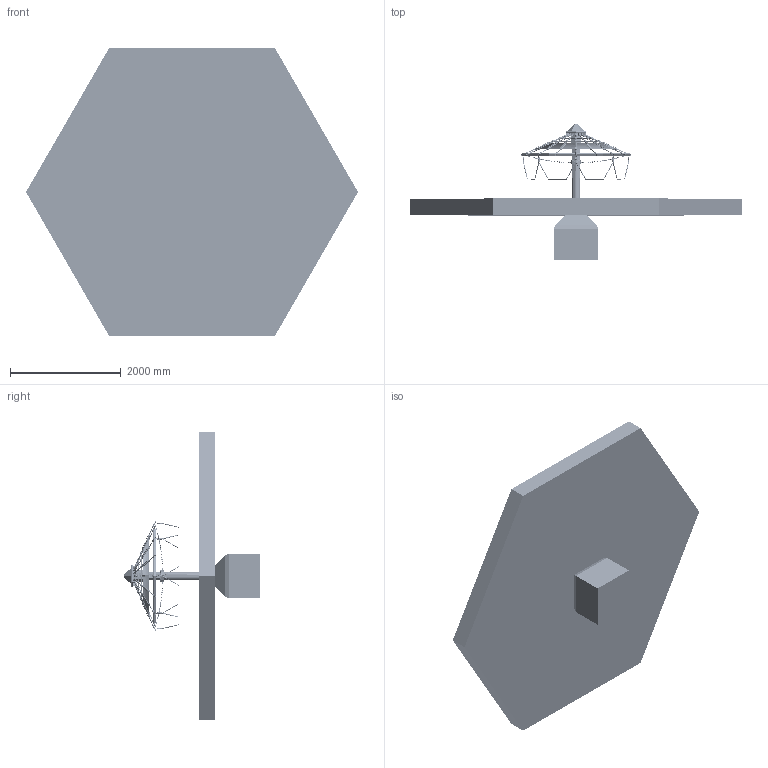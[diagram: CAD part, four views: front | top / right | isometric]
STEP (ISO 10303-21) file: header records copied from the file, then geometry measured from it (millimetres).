
FILE_DESCRIPTION (( 'STEP AP214' ), '1' );
FILE_NAME ('4530-60.STEP', '2019-02-19T07:37:33', ( '' ), ( '' ), 'SwSTEP 2.0', 'SolidWorks 2018', '' );
FILE_SCHEMA (( 'AUTOMOTIVE_DESIGN' ));
Length unit declared in the file: millimetre
Products named in the file (518): Knotenkugel2005110; Sicherung (3) von 6er KettengliedNZ2005110; Kette-Pilzkreisel2005110; Gelenkadapter 2_NZ2005110; Seil2005110; Stahlmast_zum_einbetonieren2005110; Gelenkadapter 1_NZ2005110; Kausche-Pilzkreisel2005110; Stopmutter M8-022005110_94645A210; Sicherung (8) von Kettenadapter ohne KetteNZ2005110; Inbusschraube M8 x 25 VA-022005110_91290A432; 4530-60; Gabelkopf-M8-022005110; Stopmutter M8-022005110; 8er Gabelkopf_Toulon23-01-16Kamin_0127_01_16-022005110; Inbusschraube M8 x 25 VA-022005110; Masthaube Dino 30-1001-022005110; Rundumseile2005110_Standard<Wie bearbeitet>; Pilzkreisel2005110; Ringmutter M10_2005110; Ring2005110; Seil2005110_Standard<Wie bearbeitet>; Mindestraum2005110; Drehschuh  EK-30-20-0012005110; 461 - Kettenadapter mit 3 Glieder 6er KetteNZ2005110; Fundament2005110; Girlande2005110; Gelenkadapter .SLDPRT_NZ2005110; Girlande2005110_Standard<Wie bearbeitet>; Rundumseile2005110; Drehschuh  EK-30-20-0012005110_Standard<Wie bearbeitet>
Assembly tree (433 placements, depth 3):
  Knotenkugel2005110
  Sicherung (3) von 6er KettengliedNZ2005110
  Kette-Pilzkreisel2005110
  Knotenkugel2005110
  Gelenkadapter 2_NZ2005110
Bounding box: 6000 x 2451.72 x 5196.15 mm (x, y, z)
Volume: 9007910804.2 mm3; surface area: 76364042 mm2
Topology: 719 solids, 720 shells, 11343 faces, 25811 edges, 15105 vertices
Faces by surface type: cylinder 4453, torus 2788, plane 2288, cone 702, bspline 664, sphere 448
Entity records: 67134 total; most frequent: CARTESIAN_POINT 21845, DIRECTION 6960, ORIENTED_EDGE 6568, EDGE_CURVE 3284, AXIS2_PLACEMENT_3D 2880, VERTEX_POINT 2079, EDGE_LOOP 1643, ADVANCED_FACE 1535
